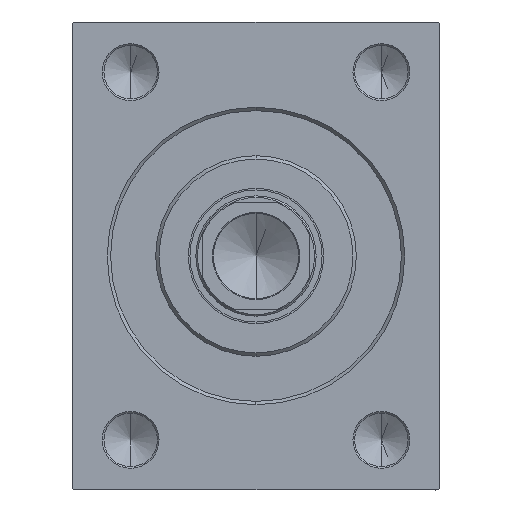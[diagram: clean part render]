
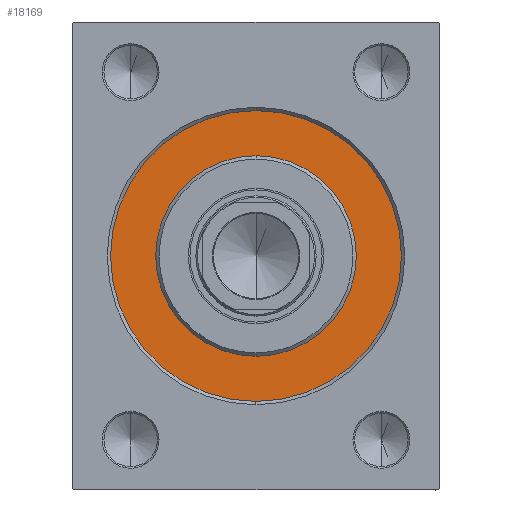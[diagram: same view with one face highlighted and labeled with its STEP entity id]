
A CAD part, left-side view. The second image highlights one B-rep face of the part: STEP entity #18169.
In plain terms, the highlighted face is planar.
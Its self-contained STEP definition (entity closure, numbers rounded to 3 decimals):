
#171 = ORIENTED_EDGE ( 'NONE', *, *, #19931, .F. ) ;
#1131 = CARTESIAN_POINT ( 'NONE',  ( 0., 0., 0. ) ) ;
#2317 = VERTEX_POINT ( 'NONE', #12900 ) ;
#4442 = EDGE_CURVE ( 'NONE', #10906, #11745, #42189, .T. ) ;
#4596 = EDGE_CURVE ( 'NONE', #7632, #2317, #34278, .T. ) ;
#6105 = AXIS2_PLACEMENT_3D ( 'NONE', #9670, #30102, #43941 ) ;
#7632 = VERTEX_POINT ( 'NONE', #20276 ) ;
#9670 = CARTESIAN_POINT ( 'NONE',  ( 0., 0., 0. ) ) ;
#10906 = VERTEX_POINT ( 'NONE', #14035 ) ;
#11745 = VERTEX_POINT ( 'NONE', #20830 ) ;
#11839 = DIRECTION ( 'NONE',  ( 0., 0., 1. ) ) ;
#12492 = PLANE ( 'NONE',  #21812 ) ;
#12714 = CARTESIAN_POINT ( 'NONE',  ( 0., 0., 0. ) ) ;
#12900 = CARTESIAN_POINT ( 'NONE',  ( 0., 0., 43.5 ) ) ;
#13563 = DIRECTION ( 'NONE',  ( 0., 0., 1. ) ) ;
#14035 = CARTESIAN_POINT ( 'NONE',  ( 0., 0., -30. ) ) ;
#14676 = AXIS2_PLACEMENT_3D ( 'NONE', #41042, #34454, #13563 ) ;
#14696 = ORIENTED_EDGE ( 'NONE', *, *, #27507, .F. ) ;
#16349 = DIRECTION ( 'NONE',  ( -1., 0., 0. ) ) ;
#17487 = ORIENTED_EDGE ( 'NONE', *, *, #4442, .F. ) ;
#18169 = ADVANCED_FACE ( 'NONE', ( #40193, #36796 ), #12492, .F. ) ;
#19475 = DIRECTION ( 'NONE',  ( 1., 0., 0. ) ) ;
#19771 = DIRECTION ( 'NONE',  ( -1., 0., 0. ) ) ;
#19931 = EDGE_CURVE ( 'NONE', #2317, #7632, #22596, .T. ) ;
#20276 = CARTESIAN_POINT ( 'NONE',  ( 0., 0., -43.5 ) ) ;
#20830 = CARTESIAN_POINT ( 'NONE',  ( 0., 0., 30. ) ) ;
#21812 = AXIS2_PLACEMENT_3D ( 'NONE', #39531, #19771, #11839 ) ;
#22596 = CIRCLE ( 'NONE', #23311, 43.5 ) ;
#23311 = AXIS2_PLACEMENT_3D ( 'NONE', #12714, #16349, #26817 ) ;
#25686 = CIRCLE ( 'NONE', #6105, 30. ) ;
#25868 = DIRECTION ( 'NONE',  ( 0., 0., -1. ) ) ;
#26817 = DIRECTION ( 'NONE',  ( 0., 0., 1. ) ) ;
#27084 = EDGE_LOOP ( 'NONE', ( #44190, #171 ) ) ;
#27507 = EDGE_CURVE ( 'NONE', #11745, #10906, #25686, .T. ) ;
#27723 = AXIS2_PLACEMENT_3D ( 'NONE', #1131, #19475, #25868 ) ;
#30102 = DIRECTION ( 'NONE',  ( 1., 0., 0. ) ) ;
#34278 = CIRCLE ( 'NONE', #14676, 43.5 ) ;
#34454 = DIRECTION ( 'NONE',  ( -1., 0., 0. ) ) ;
#36796 = FACE_OUTER_BOUND ( 'NONE', #27084, .T. ) ;
#39531 = CARTESIAN_POINT ( 'NONE',  ( 0., 0., 0. ) ) ;
#40193 = FACE_BOUND ( 'NONE', #40320, .T. ) ;
#40320 = EDGE_LOOP ( 'NONE', ( #14696, #17487 ) ) ;
#41042 = CARTESIAN_POINT ( 'NONE',  ( 0., 0., 0. ) ) ;
#42189 = CIRCLE ( 'NONE', #27723, 30. ) ;
#43941 = DIRECTION ( 'NONE',  ( 0., 0., -1. ) ) ;
#44190 = ORIENTED_EDGE ( 'NONE', *, *, #4596, .F. ) ;
